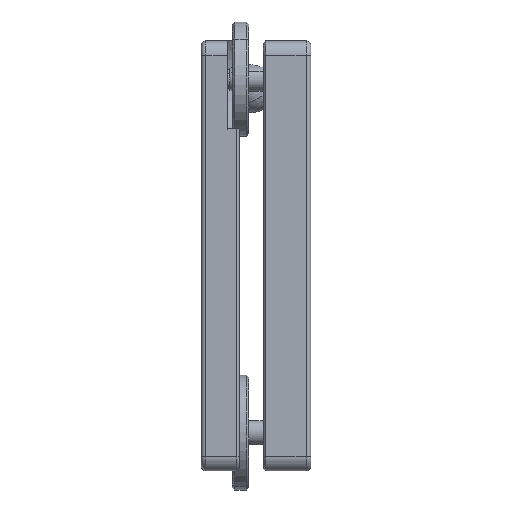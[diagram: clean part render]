
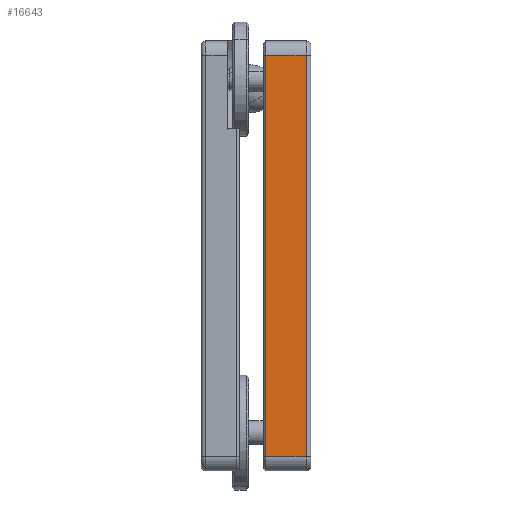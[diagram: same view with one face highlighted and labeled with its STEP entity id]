
A CAD part, left-side view. The second image highlights one B-rep face of the part: STEP entity #16643.
In plain terms, the highlighted planar face has unit normal (-1, 0, 0).
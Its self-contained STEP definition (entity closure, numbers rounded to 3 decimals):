
#386 = LINE ( 'NONE', #7154, #4303 ) ;
#425 = CARTESIAN_POINT ( 'NONE',  ( -45., 1., -45. ) ) ;
#1578 = AXIS2_PLACEMENT_3D ( 'NONE', #6005, #8125, #21546 ) ;
#1721 = LINE ( 'NONE', #19765, #21547 ) ;
#2347 = DIRECTION ( 'NONE',  ( 0., 0., 1. ) ) ;
#2912 = LINE ( 'NONE', #425, #23964 ) ;
#4038 = EDGE_LOOP ( 'NONE', ( #7673, #24432, #10835, #19016 ) ) ;
#4303 = VECTOR ( 'NONE', #14805, 1000. ) ;
#5776 = CARTESIAN_POINT ( 'NONE',  ( -45., 9.5, -42. ) ) ;
#6005 = CARTESIAN_POINT ( 'NONE',  ( -45., 10., -45. ) ) ;
#7154 = CARTESIAN_POINT ( 'NONE',  ( -45., 10., 42. ) ) ;
#7673 = ORIENTED_EDGE ( 'NONE', *, *, #22529, .T. ) ;
#8125 = DIRECTION ( 'NONE',  ( 1., 0., 0. ) ) ;
#8180 = CARTESIAN_POINT ( 'NONE',  ( -45., 9.5, -42. ) ) ;
#10164 = EDGE_CURVE ( 'NONE', #23790, #18767, #18978, .T. ) ;
#10835 = ORIENTED_EDGE ( 'NONE', *, *, #16720, .T. ) ;
#13749 = FACE_OUTER_BOUND ( 'NONE', #4038, .T. ) ;
#13860 = VECTOR ( 'NONE', #21149, 1000. ) ;
#14136 = CARTESIAN_POINT ( 'NONE',  ( -45., 1., 42. ) ) ;
#14805 = DIRECTION ( 'NONE',  ( 0., 1., 0. ) ) ;
#15574 = PLANE ( 'NONE',  #1578 ) ;
#16011 = DIRECTION ( 'NONE',  ( 0., -1., 0. ) ) ;
#16643 = ADVANCED_FACE ( 'NONE', ( #13749 ), #15574, .F. ) ;
#16720 = EDGE_CURVE ( 'NONE', #18767, #18072, #1721, .T. ) ;
#17273 = EDGE_CURVE ( 'NONE', #18072, #23136, #2912, .T. ) ;
#18072 = VERTEX_POINT ( 'NONE', #24917 ) ;
#18767 = VERTEX_POINT ( 'NONE', #8180 ) ;
#18978 = LINE ( 'NONE', #5776, #13860 ) ;
#19016 = ORIENTED_EDGE ( 'NONE', *, *, #17273, .T. ) ;
#19765 = CARTESIAN_POINT ( 'NONE',  ( -45., 10., -42. ) ) ;
#21149 = DIRECTION ( 'NONE',  ( 0., 0., -1. ) ) ;
#21546 = DIRECTION ( 'NONE',  ( 0., 0., -1. ) ) ;
#21547 = VECTOR ( 'NONE', #16011, 1000. ) ;
#21757 = CARTESIAN_POINT ( 'NONE',  ( -45., 9.5, 42. ) ) ;
#22529 = EDGE_CURVE ( 'NONE', #23136, #23790, #386, .T. ) ;
#23136 = VERTEX_POINT ( 'NONE', #14136 ) ;
#23790 = VERTEX_POINT ( 'NONE', #21757 ) ;
#23964 = VECTOR ( 'NONE', #2347, 1000. ) ;
#24432 = ORIENTED_EDGE ( 'NONE', *, *, #10164, .T. ) ;
#24917 = CARTESIAN_POINT ( 'NONE',  ( -45., 1., -42. ) ) ;
